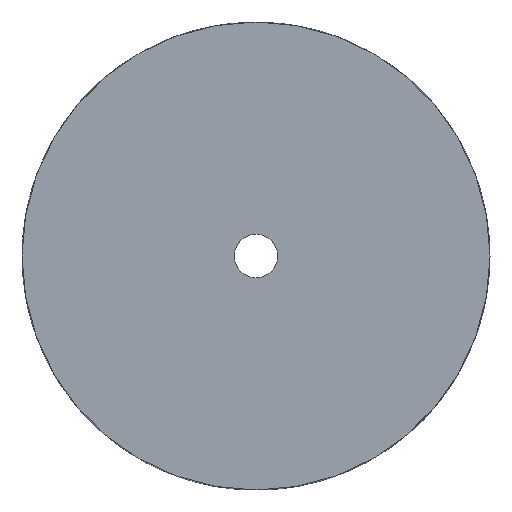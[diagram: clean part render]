
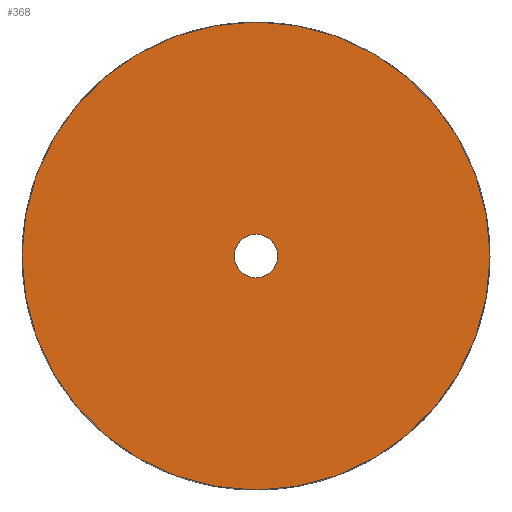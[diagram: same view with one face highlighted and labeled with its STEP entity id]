
A CAD part, top view. The second image highlights one B-rep face of the part: STEP entity #368.
In plain terms, the highlighted planar face has unit normal (0, 0, 1).
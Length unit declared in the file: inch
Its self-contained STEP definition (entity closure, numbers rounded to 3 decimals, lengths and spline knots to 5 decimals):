
#16=FACE_BOUND('',#70,.T.);
#26=PLANE('',#435);
#47=FACE_OUTER_BOUND('',#69,.T.);
#69=EDGE_LOOP('',(#327));
#70=EDGE_LOOP('',(#328));
#145=CIRCLE('',#426,0.05512);
#148=CIRCLE('',#433,0.59055);
#179=VERTEX_POINT('',#644);
#182=VERTEX_POINT('',#658);
#226=EDGE_CURVE('',#179,#179,#145,.T.);
#232=EDGE_CURVE('',#182,#182,#148,.T.);
#327=ORIENTED_EDGE('',*,*,#232,.T.);
#328=ORIENTED_EDGE('',*,*,#226,.T.);
#368=ADVANCED_FACE('',(#47,#16),#26,.T.);
#426=AXIS2_PLACEMENT_3D('',#646,#532,#533);
#433=AXIS2_PLACEMENT_3D('',#659,#549,#550);
#435=AXIS2_PLACEMENT_3D('',#663,#554,#555);
#532=DIRECTION('center_axis',(0.,0.,-1.));
#533=DIRECTION('ref_axis',(-1.,0.,0.));
#549=DIRECTION('center_axis',(0.,0.,1.));
#550=DIRECTION('ref_axis',(1.,0.,0.));
#554=DIRECTION('center_axis',(0.,0.,1.));
#555=DIRECTION('ref_axis',(1.,0.,0.));
#644=CARTESIAN_POINT('',(0.42913,0.,1.32185));
#646=CARTESIAN_POINT('Origin',(0.37402,0.,1.32185));
#658=CARTESIAN_POINT('',(-0.21654,0.,1.32185));
#659=CARTESIAN_POINT('Origin',(0.37402,0.,1.32185));
#663=CARTESIAN_POINT('Origin',(0.37402,0.,1.32185));
